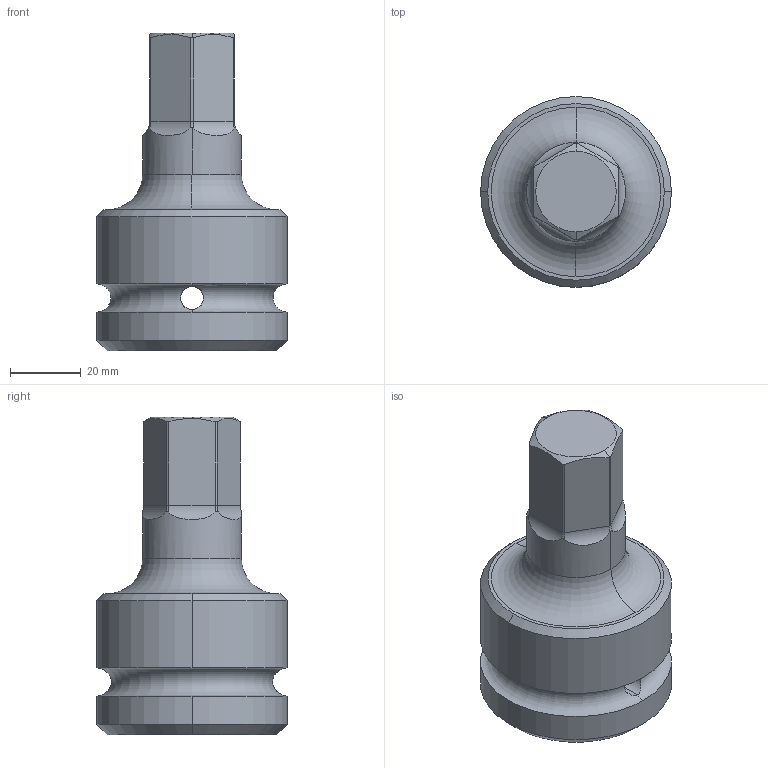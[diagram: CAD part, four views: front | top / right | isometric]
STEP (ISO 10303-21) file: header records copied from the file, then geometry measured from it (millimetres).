
FILE_DESCRIPTION((''),'2;1');
FILE_NAME('4027162324','2023-08-22T11:25:53',('A00565553'),(''),'CREO PARAMETRIC BY PTC INC, 2022414','CREO PARAMETRIC BY PTC INC, 2022414','');
FILE_SCHEMA(('CONFIG_CONTROL_DESIGN','GEOMETRIC_VALIDATION_PROPERTIES_MIM'));
Length unit declared in the file: millimetre
Products named in the file (1): 4027162324
Bounding box: 54 x 54 x 90 mm (x, y, z)
Volume: 95718.1 mm3; surface area: 18371.7 mm2
Topology: 1 solids, 1 shells, 72 faces, 192 edges, 114 vertices
Faces by surface type: cylinder 26, plane 18, cone 18, torus 10
Entity records: 2551 total; most frequent: CARTESIAN_POINT 720, ORIENTED_EDGE 368, DIRECTION 354, EDGE_CURVE 184, AXIS2_PLACEMENT_3D 146, VERTEX_POINT 114, EDGE_LOOP 76, CIRCLE 74
